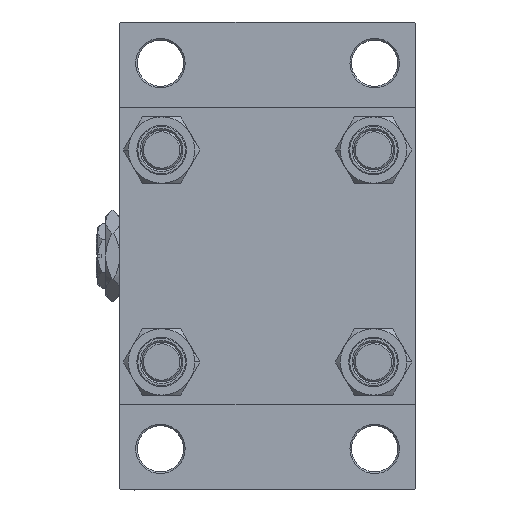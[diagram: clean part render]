
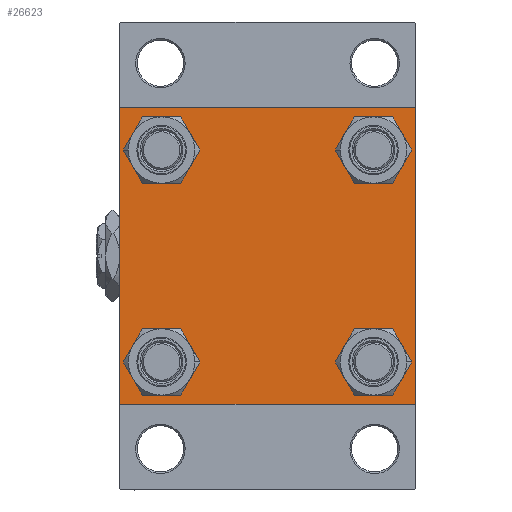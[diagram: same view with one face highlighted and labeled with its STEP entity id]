
A CAD part, left-side view. The second image highlights one B-rep face of the part: STEP entity #26623.
In plain terms, the highlighted planar face has unit normal (-1, 0, 0).
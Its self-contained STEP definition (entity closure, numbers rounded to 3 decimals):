
#1506 = EDGE_CURVE ( 'NONE', #39487, #8731, #5598, .T. ) ;
#1839 = EDGE_CURVE ( 'NONE', #37283, #39473, #16341, .T. ) ;
#2373 = CARTESIAN_POINT ( 'NONE',  ( 0., -32.15, -38.65 ) ) ;
#2950 = DIRECTION ( 'NONE',  ( 0., 0., 1. ) ) ;
#3232 = VERTEX_POINT ( 'NONE', #2373 ) ;
#3419 = EDGE_CURVE ( 'NONE', #39487, #26299, #14137, .T. ) ;
#3760 = CIRCLE ( 'NONE', #20647, 6.5 ) ;
#4282 = VECTOR ( 'NONE', #28011, 1000. ) ;
#4806 = CARTESIAN_POINT ( 'NONE',  ( 0., 32.15, 32.15 ) ) ;
#4844 = ORIENTED_EDGE ( 'NONE', *, *, #44273, .T. ) ;
#5008 = DIRECTION ( 'NONE',  ( 1., 0., 0. ) ) ;
#5555 = CARTESIAN_POINT ( 'NONE',  ( 0., -44.5, 45. ) ) ;
#5598 = LINE ( 'NONE', #13662, #46996 ) ;
#6015 = DIRECTION ( 'NONE',  ( 0., 0., 1. ) ) ;
#6544 = DIRECTION ( 'NONE',  ( 1., 0., 0. ) ) ;
#6914 = DIRECTION ( 'NONE',  ( 1., 0., 0. ) ) ;
#7031 = AXIS2_PLACEMENT_3D ( 'NONE', #28452, #43805, #36245 ) ;
#7308 = EDGE_CURVE ( 'NONE', #16212, #26299, #37377, .T. ) ;
#7345 = VERTEX_POINT ( 'NONE', #15741 ) ;
#7484 = VERTEX_POINT ( 'NONE', #46672 ) ;
#7703 = CARTESIAN_POINT ( 'NONE',  ( 0., 32.15, 25.65 ) ) ;
#7907 = VERTEX_POINT ( 'NONE', #18912 ) ;
#8116 = VERTEX_POINT ( 'NONE', #42409 ) ;
#8277 = DIRECTION ( 'NONE',  ( 0., 0., 1. ) ) ;
#8731 = VERTEX_POINT ( 'NONE', #5555 ) ;
#8918 = CARTESIAN_POINT ( 'NONE',  ( 0., -32.15, -32.15 ) ) ;
#9107 = FACE_BOUND ( 'NONE', #45903, .T. ) ;
#9289 = EDGE_CURVE ( 'NONE', #40516, #22124, #3760, .T. ) ;
#9309 = CARTESIAN_POINT ( 'NONE',  ( 0., 32.15, -32.15 ) ) ;
#9967 = CARTESIAN_POINT ( 'NONE',  ( 0., 45., 44.5 ) ) ;
#10005 = CARTESIAN_POINT ( 'NONE',  ( 0., -44.75, -44.75 ) ) ;
#10026 = CARTESIAN_POINT ( 'NONE',  ( 0., 44.5, 45. ) ) ;
#10082 = VERTEX_POINT ( 'NONE', #10026 ) ;
#10095 = EDGE_CURVE ( 'NONE', #3232, #8116, #24721, .T. ) ;
#10469 = CARTESIAN_POINT ( 'NONE',  ( 0., 45., -45. ) ) ;
#10664 = CARTESIAN_POINT ( 'NONE',  ( 0., -44.5, -45. ) ) ;
#10915 = AXIS2_PLACEMENT_3D ( 'NONE', #37467, #6544, #17867 ) ;
#10917 = ORIENTED_EDGE ( 'NONE', *, *, #9289, .T. ) ;
#11623 = CARTESIAN_POINT ( 'NONE',  ( 0., -45., 44.5 ) ) ;
#11735 = ORIENTED_EDGE ( 'NONE', *, *, #19951, .T. ) ;
#12602 = DIRECTION ( 'NONE',  ( 0., 0., -1. ) ) ;
#12640 = FACE_OUTER_BOUND ( 'NONE', #45765, .T. ) ;
#13183 = CARTESIAN_POINT ( 'NONE',  ( 0., 32.15, -32.15 ) ) ;
#13410 = DIRECTION ( 'NONE',  ( 0., 0.707, 0.707 ) ) ;
#13652 = ORIENTED_EDGE ( 'NONE', *, *, #27609, .T. ) ;
#13662 = CARTESIAN_POINT ( 'NONE',  ( 0., -44.75, 44.75 ) ) ;
#13688 = EDGE_LOOP ( 'NONE', ( #4844, #25684 ) ) ;
#14137 = LINE ( 'NONE', #44815, #37441 ) ;
#14805 = EDGE_CURVE ( 'NONE', #10082, #8731, #27757, .T. ) ;
#15659 = ORIENTED_EDGE ( 'NONE', *, *, #30372, .T. ) ;
#15741 = CARTESIAN_POINT ( 'NONE',  ( 0., -32.15, 25.65 ) ) ;
#16048 = EDGE_CURVE ( 'NONE', #39473, #29272, #43804, .T. ) ;
#16212 = VERTEX_POINT ( 'NONE', #10664 ) ;
#16331 = ORIENTED_EDGE ( 'NONE', *, *, #1506, .T. ) ;
#16341 = LINE ( 'NONE', #31687, #37359 ) ;
#16369 = DIRECTION ( 'NONE',  ( 0., 0., 1. ) ) ;
#16396 = CIRCLE ( 'NONE', #33266, 6.5 ) ;
#16434 = CARTESIAN_POINT ( 'NONE',  ( 0., 45., 45. ) ) ;
#16678 = AXIS2_PLACEMENT_3D ( 'NONE', #9309, #5008, #6015 ) ;
#16895 = FACE_BOUND ( 'NONE', #26446, .T. ) ;
#17136 = DIRECTION ( 'NONE',  ( 0., -0.707, -0.707 ) ) ;
#17685 = DIRECTION ( 'NONE',  ( 1., 0., 0. ) ) ;
#17867 = DIRECTION ( 'NONE',  ( 0., 0., 1. ) ) ;
#18912 = CARTESIAN_POINT ( 'NONE',  ( 0., 32.15, 38.65 ) ) ;
#18919 = CIRCLE ( 'NONE', #26159, 6.5 ) ;
#19435 = EDGE_CURVE ( 'NONE', #8116, #3232, #18919, .T. ) ;
#19583 = VECTOR ( 'NONE', #17136, 1000. ) ;
#19736 = EDGE_CURVE ( 'NONE', #49723, #7907, #30174, .T. ) ;
#19951 = EDGE_CURVE ( 'NONE', #7484, #7345, #28566, .T. ) ;
#19970 = DIRECTION ( 'NONE',  ( 0., 0., 1. ) ) ;
#20647 = AXIS2_PLACEMENT_3D ( 'NONE', #13183, #17685, #21209 ) ;
#20915 = DIRECTION ( 'NONE',  ( 0., 0.707, -0.707 ) ) ;
#21209 = DIRECTION ( 'NONE',  ( 0., 0., 1. ) ) ;
#21403 = ORIENTED_EDGE ( 'NONE', *, *, #7308, .T. ) ;
#22124 = VERTEX_POINT ( 'NONE', #38720 ) ;
#22281 = ORIENTED_EDGE ( 'NONE', *, *, #1839, .T. ) ;
#22305 = AXIS2_PLACEMENT_3D ( 'NONE', #41178, #29363, #2950 ) ;
#23562 = ORIENTED_EDGE ( 'NONE', *, *, #36763, .T. ) ;
#23679 = DIRECTION ( 'NONE',  ( 1., 0., 0. ) ) ;
#24428 = LINE ( 'NONE', #43296, #30497 ) ;
#24721 = CIRCLE ( 'NONE', #22305, 6.5 ) ;
#24898 = ORIENTED_EDGE ( 'NONE', *, *, #16048, .T. ) ;
#24956 = FACE_BOUND ( 'NONE', #27776, .T. ) ;
#25684 = ORIENTED_EDGE ( 'NONE', *, *, #19736, .T. ) ;
#26146 = EDGE_CURVE ( 'NONE', #29272, #16212, #41634, .T. ) ;
#26159 = AXIS2_PLACEMENT_3D ( 'NONE', #8918, #27263, #19970 ) ;
#26299 = VERTEX_POINT ( 'NONE', #34810 ) ;
#26446 = EDGE_LOOP ( 'NONE', ( #13652, #10917 ) ) ;
#26623 = ADVANCED_FACE ( 'NONE', ( #24956, #9107, #16895, #28712, #12640 ), #31729, .T. ) ;
#27263 = DIRECTION ( 'NONE',  ( 1., 0., 0. ) ) ;
#27609 = EDGE_CURVE ( 'NONE', #22124, #40516, #36743, .T. ) ;
#27757 = LINE ( 'NONE', #16434, #4282 ) ;
#27776 = EDGE_LOOP ( 'NONE', ( #11735, #15659 ) ) ;
#28011 = DIRECTION ( 'NONE',  ( 0., -1., 0. ) ) ;
#28452 = CARTESIAN_POINT ( 'NONE',  ( 0., 0., 0. ) ) ;
#28566 = CIRCLE ( 'NONE', #10915, 6.5 ) ;
#28712 = FACE_BOUND ( 'NONE', #13688, .T. ) ;
#29272 = VERTEX_POINT ( 'NONE', #35709 ) ;
#29363 = DIRECTION ( 'NONE',  ( 1., 0., 0. ) ) ;
#30174 = CIRCLE ( 'NONE', #30961, 6.5 ) ;
#30372 = EDGE_CURVE ( 'NONE', #7345, #7484, #36020, .T. ) ;
#30486 = ORIENTED_EDGE ( 'NONE', *, *, #19435, .T. ) ;
#30497 = VECTOR ( 'NONE', #20915, 1000. ) ;
#30961 = AXIS2_PLACEMENT_3D ( 'NONE', #4806, #23679, #16369 ) ;
#31687 = CARTESIAN_POINT ( 'NONE',  ( 0., 45., 45. ) ) ;
#31729 = PLANE ( 'NONE',  #7031 ) ;
#31977 = CARTESIAN_POINT ( 'NONE',  ( 0., 32.15, -38.65 ) ) ;
#32761 = DIRECTION ( 'NONE',  ( 0., 0., -1. ) ) ;
#33074 = CARTESIAN_POINT ( 'NONE',  ( 0., 32.15, 32.15 ) ) ;
#33266 = AXIS2_PLACEMENT_3D ( 'NONE', #33074, #6914, #33312 ) ;
#33312 = DIRECTION ( 'NONE',  ( 0., 0., 1. ) ) ;
#34810 = CARTESIAN_POINT ( 'NONE',  ( 0., -45., -44.5 ) ) ;
#35709 = CARTESIAN_POINT ( 'NONE',  ( 0., 44.5, -45. ) ) ;
#36020 = CIRCLE ( 'NONE', #42452, 6.5 ) ;
#36175 = CARTESIAN_POINT ( 'NONE',  ( 0., -32.15, 32.15 ) ) ;
#36245 = DIRECTION ( 'NONE',  ( 0., 0., 1. ) ) ;
#36617 = ORIENTED_EDGE ( 'NONE', *, *, #26146, .T. ) ;
#36743 = CIRCLE ( 'NONE', #16678, 6.5 ) ;
#36746 = CARTESIAN_POINT ( 'NONE',  ( 0., 44.75, -44.75 ) ) ;
#36763 = EDGE_CURVE ( 'NONE', #10082, #37283, #24428, .T. ) ;
#37283 = VERTEX_POINT ( 'NONE', #9967 ) ;
#37359 = VECTOR ( 'NONE', #12602, 1000. ) ;
#37377 = LINE ( 'NONE', #10005, #38334 ) ;
#37441 = VECTOR ( 'NONE', #32761, 1000. ) ;
#37467 = CARTESIAN_POINT ( 'NONE',  ( 0., -32.15, 32.15 ) ) ;
#37538 = ORIENTED_EDGE ( 'NONE', *, *, #3419, .F. ) ;
#37852 = DIRECTION ( 'NONE',  ( 0., -1., 0. ) ) ;
#38334 = VECTOR ( 'NONE', #44946, 1000. ) ;
#38720 = CARTESIAN_POINT ( 'NONE',  ( 0., 32.15, -25.65 ) ) ;
#38750 = CARTESIAN_POINT ( 'NONE',  ( 0., 45., -44.5 ) ) ;
#39473 = VERTEX_POINT ( 'NONE', #38750 ) ;
#39487 = VERTEX_POINT ( 'NONE', #11623 ) ;
#40516 = VERTEX_POINT ( 'NONE', #31977 ) ;
#40699 = VECTOR ( 'NONE', #37852, 1000. ) ;
#41178 = CARTESIAN_POINT ( 'NONE',  ( 0., -32.15, -32.15 ) ) ;
#41634 = LINE ( 'NONE', #10469, #40699 ) ;
#42409 = CARTESIAN_POINT ( 'NONE',  ( 0., -32.15, -25.65 ) ) ;
#42452 = AXIS2_PLACEMENT_3D ( 'NONE', #36175, #42733, #8277 ) ;
#42733 = DIRECTION ( 'NONE',  ( 1., 0., 0. ) ) ;
#43296 = CARTESIAN_POINT ( 'NONE',  ( 0., 44.75, 44.75 ) ) ;
#43804 = LINE ( 'NONE', #36746, #19583 ) ;
#43805 = DIRECTION ( 'NONE',  ( -1., 0., 0. ) ) ;
#44273 = EDGE_CURVE ( 'NONE', #7907, #49723, #16396, .T. ) ;
#44815 = CARTESIAN_POINT ( 'NONE',  ( 0., -45., 45. ) ) ;
#44946 = DIRECTION ( 'NONE',  ( 0., -0.707, 0.707 ) ) ;
#45765 = EDGE_LOOP ( 'NONE', ( #22281, #24898, #36617, #21403, #37538, #16331, #47017, #23562 ) ) ;
#45903 = EDGE_LOOP ( 'NONE', ( #30486, #49735 ) ) ;
#46672 = CARTESIAN_POINT ( 'NONE',  ( 0., -32.15, 38.65 ) ) ;
#46996 = VECTOR ( 'NONE', #13410, 1000. ) ;
#47017 = ORIENTED_EDGE ( 'NONE', *, *, #14805, .F. ) ;
#49723 = VERTEX_POINT ( 'NONE', #7703 ) ;
#49735 = ORIENTED_EDGE ( 'NONE', *, *, #10095, .T. ) ;
